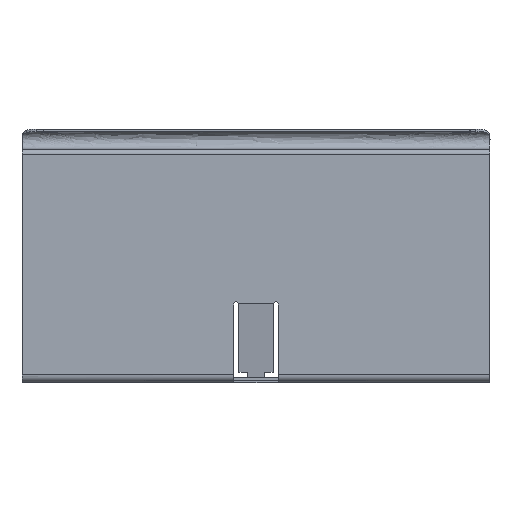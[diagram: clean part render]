
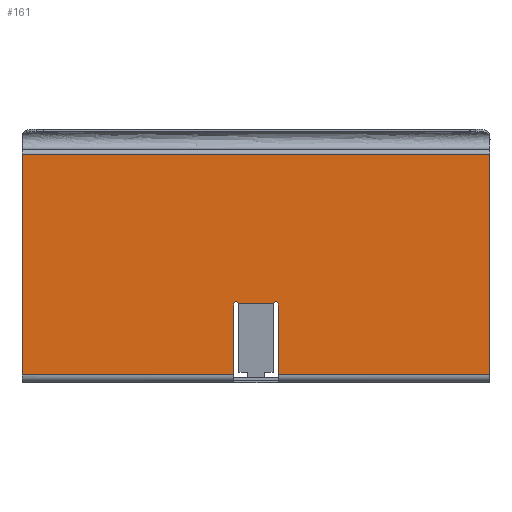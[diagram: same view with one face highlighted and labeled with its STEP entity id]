
A CAD part, front view. The second image highlights one B-rep face of the part: STEP entity #161.
In plain terms, the highlighted planar face has unit normal (0, -1, 0).
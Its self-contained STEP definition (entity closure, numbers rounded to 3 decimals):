
#161=ADVANCED_FACE('',(#347),#2798,.T.);
#347=FACE_OUTER_BOUND('',#533,.T.);
#533=EDGE_LOOP('',(#1255,#1256,#1257,#1258,#1259,#1260,#1261,#1262,#1263,
#1264,#1265,#1266,#1267,#1268));
#1255=ORIENTED_EDGE('',*,*,#1843,.T.);
#1256=ORIENTED_EDGE('',*,*,#1844,.T.);
#1257=ORIENTED_EDGE('',*,*,#1845,.T.);
#1258=ORIENTED_EDGE('',*,*,#1886,.T.);
#1259=ORIENTED_EDGE('',*,*,#1846,.T.);
#1260=ORIENTED_EDGE('',*,*,#1847,.T.);
#1261=ORIENTED_EDGE('',*,*,#1848,.T.);
#1262=ORIENTED_EDGE('',*,*,#1849,.T.);
#1263=ORIENTED_EDGE('',*,*,#1840,.F.);
#1264=ORIENTED_EDGE('',*,*,#1838,.F.);
#1265=ORIENTED_EDGE('',*,*,#1850,.T.);
#1266=ORIENTED_EDGE('',*,*,#1933,.T.);
#1267=ORIENTED_EDGE('',*,*,#1937,.T.);
#1268=ORIENTED_EDGE('',*,*,#1851,.T.);
#1838=EDGE_CURVE('',#2628,#2627,#2391,.T.);
#1840=EDGE_CURVE('',#2627,#2630,#2172,.T.);
#1843=EDGE_CURVE('',#2632,#2633,#2175,.T.);
#1844=EDGE_CURVE('',#2633,#2634,#2176,.T.);
#1845=EDGE_CURVE('',#2634,#2635,#2392,.T.);
#1846=EDGE_CURVE('',#2636,#2637,#2177,.T.);
#1847=EDGE_CURVE('',#2637,#2638,#2178,.T.);
#1848=EDGE_CURVE('',#2638,#2639,#2179,.T.);
#1849=EDGE_CURVE('',#2639,#2630,#2180,.T.);
#1850=EDGE_CURVE('',#2628,#2640,#2181,.T.);
#1851=EDGE_CURVE('',#2642,#2632,#2182,.T.);
#1886=EDGE_CURVE('',#2635,#2636,#2398,.T.);
#1933=EDGE_CURVE('',#2640,#2641,#2415,.T.);
#1937=EDGE_CURVE('',#2641,#2642,#2419,.T.);
#2172=B_SPLINE_CURVE_WITH_KNOTS('',1,(#6349,#6350),.UNSPECIFIED.,.F.,.F.,
(2,2),(-94.3,0.),.UNSPECIFIED.);
#2175=B_SPLINE_CURVE_WITH_KNOTS('',1,(#6355,#6356),.UNSPECIFIED.,.F.,.F.,
(2,2),(0.,15.),.UNSPECIFIED.);
#2176=B_SPLINE_CURVE_WITH_KNOTS('',1,(#6357,#6358),.UNSPECIFIED.,.F.,.F.,
(2,2),(0.,0.068),.UNSPECIFIED.);
#2177=B_SPLINE_CURVE_WITH_KNOTS('',1,(#6362,#6363),.UNSPECIFIED.,.F.,.F.,
(2,2),(-30.337,0.),.UNSPECIFIED.);
#2178=B_SPLINE_CURVE_WITH_KNOTS('',1,(#6364,#6365),.UNSPECIFIED.,.F.,.F.,
(2,2),(-90.5,0.),.UNSPECIFIED.);
#2179=B_SPLINE_CURVE_WITH_KNOTS('',1,(#6366,#6367),.UNSPECIFIED.,.F.,.F.,
(2,2),(-94.3,0.),.UNSPECIFIED.);
#2180=B_SPLINE_CURVE_WITH_KNOTS('',1,(#6368,#6369),.UNSPECIFIED.,.F.,.F.,
(2,2),(-200.,0.),.UNSPECIFIED.);
#2181=B_SPLINE_CURVE_WITH_KNOTS('',1,(#6370,#6371),.UNSPECIFIED.,.F.,.F.,
(2,2),(-30.337,0.),.UNSPECIFIED.);
#2182=B_SPLINE_CURVE_WITH_KNOTS('',1,(#6372,#6373),.UNSPECIFIED.,.F.,.F.,
(2,2),(0.,0.068),.UNSPECIFIED.);
#2391=(
BOUNDED_CURVE()
B_SPLINE_CURVE(1,(#6345,#6346),.UNSPECIFIED.,.F.,.F.)
B_SPLINE_CURVE_WITH_KNOTS((2,2),(0.,90.5),.UNSPECIFIED.)
CURVE()
GEOMETRIC_REPRESENTATION_ITEM()
RATIONAL_B_SPLINE_CURVE((1.,1.))
REPRESENTATION_ITEM('')
);
#2392=(
BOUNDED_CURVE()
B_SPLINE_CURVE(2,(#6359,#6360,#6361),.UNSPECIFIED.,.F.,.F.)
B_SPLINE_CURVE_WITH_KNOTS((3,3),(0.,1.199),.UNSPECIFIED.)
CURVE()
GEOMETRIC_REPRESENTATION_ITEM()
RATIONAL_B_SPLINE_CURVE((1.,0.825,1.))
REPRESENTATION_ITEM('')
);
#2398=(
BOUNDED_CURVE()
B_SPLINE_CURVE(2,(#6474,#6475,#6476),.UNSPECIFIED.,.F.,.F.)
B_SPLINE_CURVE_WITH_KNOTS((3,3),(0.,1.571),.UNSPECIFIED.)
CURVE()
GEOMETRIC_REPRESENTATION_ITEM()
RATIONAL_B_SPLINE_CURVE((1.,0.707,1.))
REPRESENTATION_ITEM('')
);
#2415=(
BOUNDED_CURVE()
B_SPLINE_CURVE(2,(#6648,#6649,#6650),.UNSPECIFIED.,.F.,.F.)
B_SPLINE_CURVE_WITH_KNOTS((3,3),(0.,1.571),.UNSPECIFIED.)
CURVE()
GEOMETRIC_REPRESENTATION_ITEM()
RATIONAL_B_SPLINE_CURVE((1.,0.707,1.))
REPRESENTATION_ITEM('')
);
#2419=(
BOUNDED_CURVE()
B_SPLINE_CURVE(2,(#6659,#6660,#6661),.UNSPECIFIED.,.F.,.F.)
B_SPLINE_CURVE_WITH_KNOTS((3,3),(0.,1.199),.UNSPECIFIED.)
CURVE()
GEOMETRIC_REPRESENTATION_ITEM()
RATIONAL_B_SPLINE_CURVE((1.,0.825,1.))
REPRESENTATION_ITEM('')
);
#2627=VERTEX_POINT('',#6222);
#2628=VERTEX_POINT('',#6223);
#2630=VERTEX_POINT('',#6225);
#2632=VERTEX_POINT('',#6227);
#2633=VERTEX_POINT('',#6228);
#2634=VERTEX_POINT('',#6229);
#2635=VERTEX_POINT('',#6230);
#2636=VERTEX_POINT('',#6231);
#2637=VERTEX_POINT('',#6232);
#2638=VERTEX_POINT('',#6233);
#2639=VERTEX_POINT('',#6234);
#2640=VERTEX_POINT('',#6235);
#2641=VERTEX_POINT('',#6236);
#2642=VERTEX_POINT('',#6237);
#2798=PLANE('',#2999);
#2999=AXIS2_PLACEMENT_3D('',#5685,#3107,$);
#3107=DIRECTION('',(0.,-1.,0.));
#5685=CARTESIAN_POINT('',(-174.12,-149.5,105.1));
#6222=CARTESIAN_POINT('',(-154.,-149.5,1.25));
#6223=CARTESIAN_POINT('',(-63.5,-149.5,1.25));
#6225=CARTESIAN_POINT('',(-154.,-149.5,95.55));
#6227=CARTESIAN_POINT('',(-61.5,-149.5,31.95));
#6228=CARTESIAN_POINT('',(-46.5,-149.5,31.95));
#6229=CARTESIAN_POINT('',(-46.432,-149.5,31.95));
#6230=CARTESIAN_POINT('',(-45.5,-149.5,32.587));
#6231=CARTESIAN_POINT('',(-44.5,-149.5,31.587));
#6232=CARTESIAN_POINT('',(-44.5,-149.5,1.25));
#6233=CARTESIAN_POINT('',(46.,-149.5,1.25));
#6234=CARTESIAN_POINT('',(46.,-149.5,95.55));
#6235=CARTESIAN_POINT('',(-63.5,-149.5,31.587));
#6236=CARTESIAN_POINT('',(-62.5,-149.5,32.587));
#6237=CARTESIAN_POINT('',(-61.568,-149.5,31.95));
#6345=CARTESIAN_POINT('',(-63.5,-149.5,1.25));
#6346=CARTESIAN_POINT('',(-154.,-149.5,1.25));
#6349=CARTESIAN_POINT('',(-154.,-149.5,1.25));
#6350=CARTESIAN_POINT('',(-154.,-149.5,95.55));
#6355=CARTESIAN_POINT('',(-61.5,-149.5,31.95));
#6356=CARTESIAN_POINT('',(-46.5,-149.5,31.95));
#6357=CARTESIAN_POINT('',(-46.5,-149.5,31.95));
#6358=CARTESIAN_POINT('',(-46.432,-149.5,31.95));
#6359=CARTESIAN_POINT('',(-46.432,-149.5,31.95));
#6360=CARTESIAN_POINT('',(-46.184,-149.5,32.587));
#6361=CARTESIAN_POINT('',(-45.5,-149.5,32.587));
#6362=CARTESIAN_POINT('',(-44.5,-149.5,31.587));
#6363=CARTESIAN_POINT('',(-44.5,-149.5,1.25));
#6364=CARTESIAN_POINT('',(-44.5,-149.5,1.25));
#6365=CARTESIAN_POINT('',(46.,-149.5,1.25));
#6366=CARTESIAN_POINT('',(46.,-149.5,1.25));
#6367=CARTESIAN_POINT('',(46.,-149.5,95.55));
#6368=CARTESIAN_POINT('',(46.,-149.5,95.55));
#6369=CARTESIAN_POINT('',(-154.,-149.5,95.55));
#6370=CARTESIAN_POINT('',(-63.5,-149.5,1.25));
#6371=CARTESIAN_POINT('',(-63.5,-149.5,31.587));
#6372=CARTESIAN_POINT('',(-61.568,-149.5,31.95));
#6373=CARTESIAN_POINT('',(-61.5,-149.5,31.95));
#6474=CARTESIAN_POINT('',(-45.5,-149.5,32.587));
#6475=CARTESIAN_POINT('',(-44.5,-149.5,32.587));
#6476=CARTESIAN_POINT('',(-44.5,-149.5,31.587));
#6648=CARTESIAN_POINT('',(-63.5,-149.5,31.587));
#6649=CARTESIAN_POINT('',(-63.5,-149.5,32.587));
#6650=CARTESIAN_POINT('',(-62.5,-149.5,32.587));
#6659=CARTESIAN_POINT('',(-62.5,-149.5,32.587));
#6660=CARTESIAN_POINT('',(-61.816,-149.5,32.587));
#6661=CARTESIAN_POINT('',(-61.568,-149.5,31.95));
